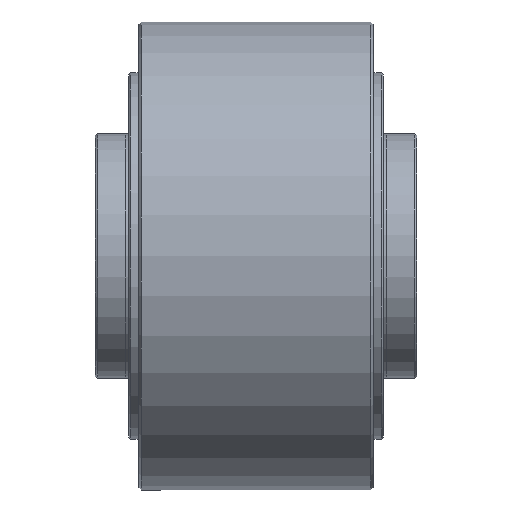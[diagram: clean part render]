
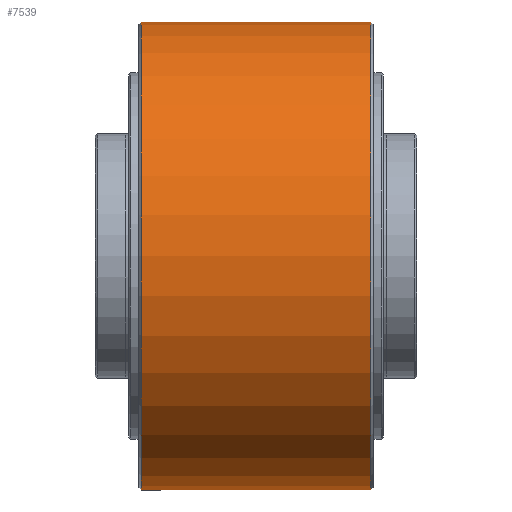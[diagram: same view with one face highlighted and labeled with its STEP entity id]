
A CAD part, top view. The second image highlights one B-rep face of the part: STEP entity #7539.
In plain terms, the highlighted cylindrical face has radius 115 mm (diameter 230 mm), a partial arc.
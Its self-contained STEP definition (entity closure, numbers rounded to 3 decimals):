
#6924=CARTESIAN_POINT('',(-56.5,0.,0.));
#6925=DIRECTION('',(1.,0.,0.));
#6926=DIRECTION('',(0.,1.,0.));
#6927=AXIS2_PLACEMENT_3D('',#6924,#6925,#6926);
#6929=CARTESIAN_POINT('',(-56.5,0.,0.));
#6930=DIRECTION('',(1.,0.,0.));
#6931=DIRECTION('',(0.,0.,1.));
#6932=AXIS2_PLACEMENT_3D('',#6929,#6930,#6931);
#6938=DIRECTION('',(-1.,0.,0.));
#6939=VECTOR('',#6938,113.);
#6940=CARTESIAN_POINT('',(56.5,-115.,0.));
#6941=LINE('',#6940,#6939);
#6942=DIRECTION('',(-1.,0.,0.));
#6943=VECTOR('',#6942,113.);
#6944=CARTESIAN_POINT('',(56.5,115.,0.));
#6945=LINE('',#6944,#6943);
#7100=CARTESIAN_POINT('',(56.5,0.,0.));
#7101=DIRECTION('',(-1.,0.,0.));
#7102=DIRECTION('',(0.,-1.,0.));
#7103=AXIS2_PLACEMENT_3D('',#7100,#7101,#7102);
#7105=CARTESIAN_POINT('',(56.5,0.,0.));
#7106=DIRECTION('',(-1.,0.,0.));
#7107=DIRECTION('',(0.,0.,1.));
#7108=AXIS2_PLACEMENT_3D('',#7105,#7106,#7107);
#7314=CARTESIAN_POINT('',(-56.5,-115.,0.));
#7315=VERTEX_POINT('',#7314);
#7317=CARTESIAN_POINT('',(-56.5,115.,0.));
#7319=VERTEX_POINT('',#7317);
#7320=CARTESIAN_POINT('',(-56.5,0.,115.));
#7321=VERTEX_POINT('',#7320);
#7322=CARTESIAN_POINT('',(56.5,115.,0.));
#7323=VERTEX_POINT('',#7322);
#7324=CARTESIAN_POINT('',(56.5,0.,115.));
#7325=VERTEX_POINT('',#7324);
#7326=CARTESIAN_POINT('',(56.5,-115.,0.));
#7327=VERTEX_POINT('',#7326);
#7522=CARTESIAN_POINT('',(-57.5,0.,0.));
#7523=DIRECTION('',(1.,0.,0.));
#7524=DIRECTION('',(0.,-1.,0.));
#7525=AXIS2_PLACEMENT_3D('',#7522,#7523,#7524);
#7526=CYLINDRICAL_SURFACE('',#7525,115.);
#7527=ORIENTED_EDGE('',*,*,#7516,.F.);
#7528=ORIENTED_EDGE('',*,*,#7514,.F.);
#7530=ORIENTED_EDGE('',*,*,#7529,.F.);
#7532=ORIENTED_EDGE('',*,*,#7531,.F.);
#7534=ORIENTED_EDGE('',*,*,#7533,.F.);
#7536=ORIENTED_EDGE('',*,*,#7535,.T.);
#7537=EDGE_LOOP('',(#7527,#7528,#7530,#7532,#7534,#7536));
#7538=FACE_OUTER_BOUND('',#7537,.F.);
#6928=CIRCLE('',#6927,115.);
#6933=CIRCLE('',#6932,115.);
#7104=CIRCLE('',#7103,115.);
#7109=CIRCLE('',#7108,115.);
#7514=EDGE_CURVE('',#7319,#7321,#6928,.T.);
#7516=EDGE_CURVE('',#7321,#7315,#6933,.T.);
#7529=EDGE_CURVE('',#7323,#7319,#6945,.T.);
#7531=EDGE_CURVE('',#7325,#7323,#7109,.T.);
#7533=EDGE_CURVE('',#7327,#7325,#7104,.T.);
#7535=EDGE_CURVE('',#7327,#7315,#6941,.T.);
#7539=ADVANCED_FACE('',(#7538),#7526,.T.);
